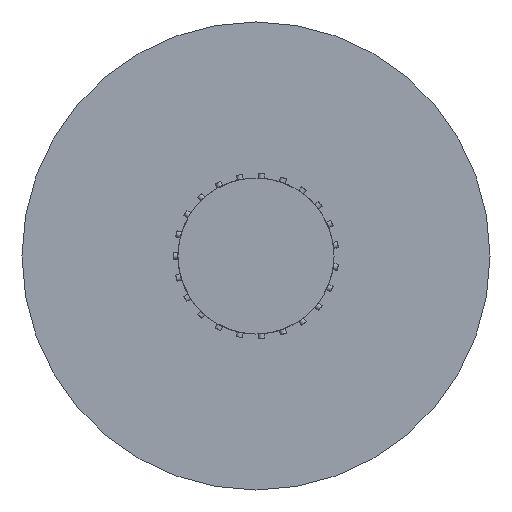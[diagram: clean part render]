
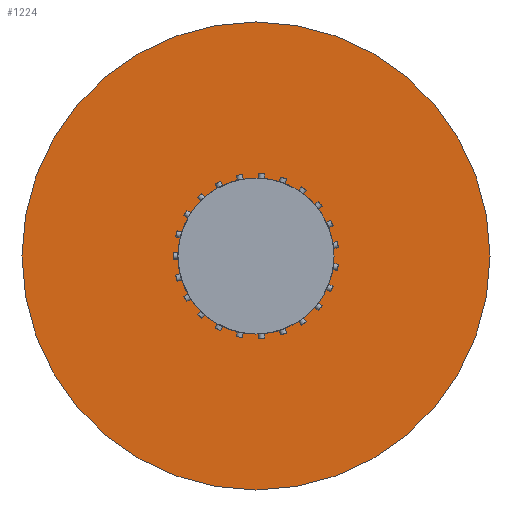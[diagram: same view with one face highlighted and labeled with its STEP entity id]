
A CAD part, left-side view. The second image highlights one B-rep face of the part: STEP entity #1224.
In plain terms, the highlighted planar face has unit normal (-1, 0, 0).
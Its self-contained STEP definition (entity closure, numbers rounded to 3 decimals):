
#31 = CIRCLE ( 'NONE', #2242, 50. ) ;
#53 = DIRECTION ( 'NONE',  ( 0., 0., 1. ) ) ;
#278 = VERTEX_POINT ( 'NONE', #3364 ) ;
#316 = DIRECTION ( 'NONE',  ( -1., 0., 0. ) ) ;
#364 = EDGE_CURVE ( 'NONE', #4442, #4228, #1625, .T. ) ;
#495 = DIRECTION ( 'NONE',  ( -1., 0., 0. ) ) ;
#607 = ORIENTED_EDGE ( 'NONE', *, *, #1408, .F. ) ;
#713 = CARTESIAN_POINT ( 'NONE',  ( 67., 0., -50. ) ) ;
#896 = CARTESIAN_POINT ( 'NONE',  ( 67., 0., -150. ) ) ;
#1106 = DIRECTION ( 'NONE',  ( 0., 0., 1. ) ) ;
#1224 = ADVANCED_FACE ( 'NONE', ( #3187, #1296 ), #2812, .F. ) ;
#1296 = FACE_OUTER_BOUND ( 'NONE', #2207, .T. ) ;
#1373 = CIRCLE ( 'NONE', #3503, 150. ) ;
#1408 = EDGE_CURVE ( 'NONE', #278, #4512, #2479, .T. ) ;
#1577 = EDGE_CURVE ( 'NONE', #4512, #278, #31, .T. ) ;
#1625 = CIRCLE ( 'NONE', #4806, 150. ) ;
#1690 = ORIENTED_EDGE ( 'NONE', *, *, #364, .T. ) ;
#1709 = ORIENTED_EDGE ( 'NONE', *, *, #4224, .T. ) ;
#1939 = DIRECTION ( 'NONE',  ( 1., 0., 0. ) ) ;
#2050 = DIRECTION ( 'NONE',  ( 0., 0., 1. ) ) ;
#2207 = EDGE_LOOP ( 'NONE', ( #1690, #1709 ) ) ;
#2242 = AXIS2_PLACEMENT_3D ( 'NONE', #3809, #2327, #53 ) ;
#2327 = DIRECTION ( 'NONE',  ( -1., 0., 0. ) ) ;
#2333 = DIRECTION ( 'NONE',  ( 0., 0., -1. ) ) ;
#2433 = CARTESIAN_POINT ( 'NONE',  ( 67., 50., 0. ) ) ;
#2479 = CIRCLE ( 'NONE', #3430, 50. ) ;
#2812 = PLANE ( 'NONE',  #4548 ) ;
#2825 = CARTESIAN_POINT ( 'NONE',  ( 67., 0., 0. ) ) ;
#3029 = CARTESIAN_POINT ( 'NONE',  ( 67., 0., 0. ) ) ;
#3187 = FACE_BOUND ( 'NONE', #3489, .T. ) ;
#3202 = DIRECTION ( 'NONE',  ( -1., 0., 0. ) ) ;
#3364 = CARTESIAN_POINT ( 'NONE',  ( 67., 0., 50. ) ) ;
#3430 = AXIS2_PLACEMENT_3D ( 'NONE', #3029, #316, #1106 ) ;
#3489 = EDGE_LOOP ( 'NONE', ( #607, #3874 ) ) ;
#3503 = AXIS2_PLACEMENT_3D ( 'NONE', #4700, #495, #4269 ) ;
#3809 = CARTESIAN_POINT ( 'NONE',  ( 67., 0., 0. ) ) ;
#3874 = ORIENTED_EDGE ( 'NONE', *, *, #1577, .F. ) ;
#4166 = CARTESIAN_POINT ( 'NONE',  ( 67., 0., 150. ) ) ;
#4224 = EDGE_CURVE ( 'NONE', #4228, #4442, #1373, .T. ) ;
#4228 = VERTEX_POINT ( 'NONE', #896 ) ;
#4269 = DIRECTION ( 'NONE',  ( 0., 0., 1. ) ) ;
#4442 = VERTEX_POINT ( 'NONE', #4166 ) ;
#4512 = VERTEX_POINT ( 'NONE', #713 ) ;
#4548 = AXIS2_PLACEMENT_3D ( 'NONE', #2433, #1939, #2333 ) ;
#4700 = CARTESIAN_POINT ( 'NONE',  ( 67., 0., 0. ) ) ;
#4806 = AXIS2_PLACEMENT_3D ( 'NONE', #2825, #3202, #2050 ) ;
